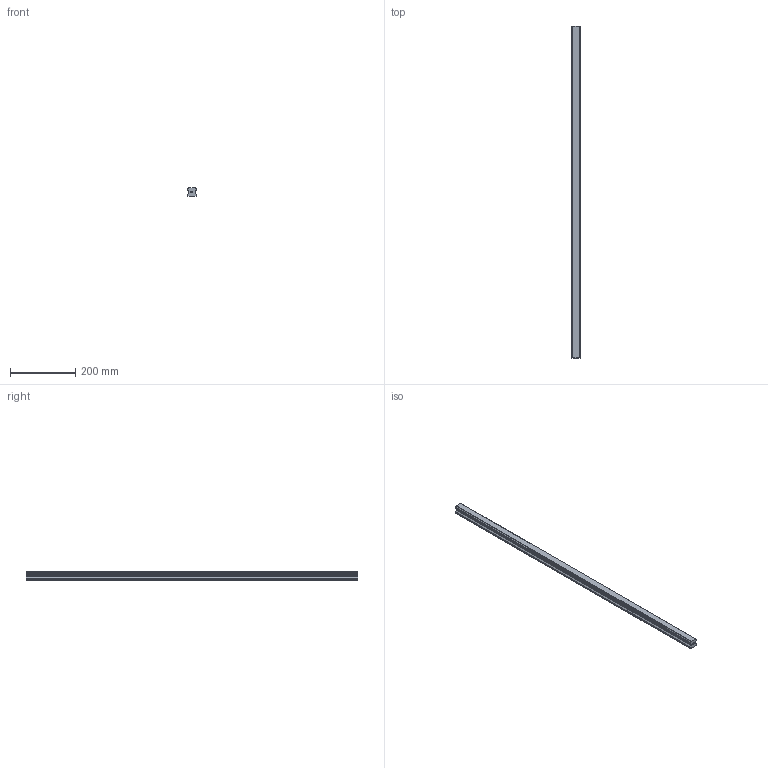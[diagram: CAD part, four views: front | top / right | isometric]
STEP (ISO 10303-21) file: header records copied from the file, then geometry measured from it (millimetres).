
FILE_DESCRIPTION(('STEP AP214'),'1');
FILE_NAME('cctmp_A4E551B4-145D-445C-9D64-B6FF3C96EB79_2021_01_26_14_25_58_0759..stp','2021-01-26T13:25:58',('HIWIN GmbH'),('CADClick - www.CADClick.com'),'Spatial InterOp 3D',' ','unknown authorization');
FILE_SCHEMA(('AUTOMOTIVE_DESIGN'));
Length unit declared in the file: millimetre
Products named in the file (1): HGR30T1020C_FILE
Bounding box: 28 x 1020 x 26 mm (x, y, z)
Volume: 618623.7 mm3; surface area: 118232.5 mm2
Topology: 1 solids, 1 shells, 167 faces, 457 edges, 283 vertices
Faces by surface type: plane 93, cylinder 48, cone 26
Entity records: 6417 total; most frequent: CARTESIAN_POINT 882, DIRECTION 863, ORIENTED_EDGE 862, EDGE_CURVE 431, LINE 335, VECTOR 335, VERTEX_POINT 283, AXIS2_PLACEMENT_3D 264
